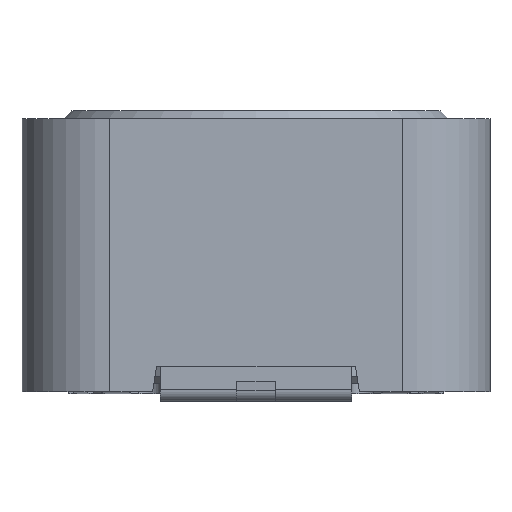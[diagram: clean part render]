
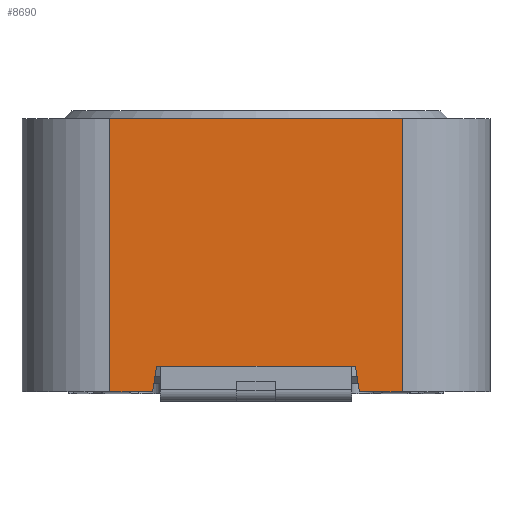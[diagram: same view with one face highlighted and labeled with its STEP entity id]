
A CAD part, front view. The second image highlights one B-rep face of the part: STEP entity #8690.
In plain terms, the highlighted planar face has unit normal (0, -1, 0).
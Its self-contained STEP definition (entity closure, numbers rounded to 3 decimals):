
#408=LINE('',#13902,#1072);
#413=LINE('',#13927,#1077);
#417=LINE('',#13942,#1081);
#418=LINE('',#13944,#1082);
#419=LINE('',#13946,#1083);
#420=LINE('',#13947,#1084);
#421=LINE('',#13949,#1085);
#422=LINE('',#13951,#1086);
#1072=VECTOR('',#10123,1000.);
#1077=VECTOR('',#10144,1000.);
#1081=VECTOR('',#10160,1000.);
#1082=VECTOR('',#10161,1000.);
#1083=VECTOR('',#10162,1000.);
#1084=VECTOR('',#10163,1000.);
#1085=VECTOR('',#10164,1000.);
#1086=VECTOR('',#10165,1000.);
#2643=ORIENTED_EDGE('',*,*,#4421,.F.);
#2644=ORIENTED_EDGE('',*,*,#4422,.F.);
#2645=ORIENTED_EDGE('',*,*,#4423,.F.);
#2646=ORIENTED_EDGE('',*,*,#4413,.T.);
#2647=ORIENTED_EDGE('',*,*,#4424,.T.);
#2648=ORIENTED_EDGE('',*,*,#4425,.F.);
#2649=ORIENTED_EDGE('',*,*,#4426,.T.);
#2650=ORIENTED_EDGE('',*,*,#4401,.T.);
#4401=EDGE_CURVE('',#5372,#5371,#408,.T.);
#4413=EDGE_CURVE('',#5384,#5383,#413,.T.);
#4421=EDGE_CURVE('',#5389,#5371,#417,.T.);
#4422=EDGE_CURVE('',#5390,#5389,#418,.T.);
#4423=EDGE_CURVE('',#5384,#5390,#419,.T.);
#4424=EDGE_CURVE('',#5383,#5391,#420,.F.);
#4425=EDGE_CURVE('',#5392,#5391,#421,.T.);
#4426=EDGE_CURVE('',#5392,#5372,#422,.T.);
#5371=VERTEX_POINT('',#13901);
#5372=VERTEX_POINT('',#13903);
#5383=VERTEX_POINT('',#13926);
#5384=VERTEX_POINT('',#13928);
#5389=VERTEX_POINT('',#13943);
#5390=VERTEX_POINT('',#13945);
#5391=VERTEX_POINT('',#13948);
#5392=VERTEX_POINT('',#13950);
#6245=EDGE_LOOP('',(#2643,#2644,#2645,#2646,#2647,#2648,#2649,#2650));
#6705=FACE_BOUND('',#6245,.T.);
#7087=PLANE('',#9127);
#8690=ADVANCED_FACE('',(#6705),#7087,.F.);
#9127=AXIS2_PLACEMENT_3D('',#13941,#10158,#10159);
#10123=DIRECTION('',(1.,0.,0.));
#10144=DIRECTION('',(1.,0.,0.));
#10158=DIRECTION('',(0.,1.,0.));
#10159=DIRECTION('',(0.,0.,1.));
#10160=DIRECTION('',(-0.152,0.,-0.988));
#10161=DIRECTION('',(-1.,0.,0.));
#10162=DIRECTION('',(-0.152,0.,0.988));
#10163=DIRECTION('',(0.,0.,-1.));
#10164=DIRECTION('',(1.,0.,0.));
#10165=DIRECTION('',(0.,0.,-1.));
#13901=CARTESIAN_POINT('',(-2.65,-6.,0.));
#13902=CARTESIAN_POINT('',(-6.,-6.,0.));
#13903=CARTESIAN_POINT('',(-3.75,-6.,0.));
#13926=CARTESIAN_POINT('',(3.75,-6.,0.));
#13927=CARTESIAN_POINT('',(-6.,-6.,0.));
#13928=CARTESIAN_POINT('',(2.65,-6.,0.));
#13941=CARTESIAN_POINT('',(-6.,-6.,7.));
#13942=CARTESIAN_POINT('',(-1.675,-6.,6.335));
#13943=CARTESIAN_POINT('',(-2.55,-6.,0.65));
#13944=CARTESIAN_POINT('',(-6.,-6.,0.65));
#13945=CARTESIAN_POINT('',(2.55,-6.,0.65));
#13946=CARTESIAN_POINT('',(1.398,-6.,8.138));
#13947=CARTESIAN_POINT('',(3.75,-6.,7.));
#13948=CARTESIAN_POINT('',(3.75,-6.,7.));
#13949=CARTESIAN_POINT('',(-6.,-6.,7.));
#13950=CARTESIAN_POINT('',(-3.75,-6.,7.));
#13951=CARTESIAN_POINT('',(-3.75,-6.,7.));
